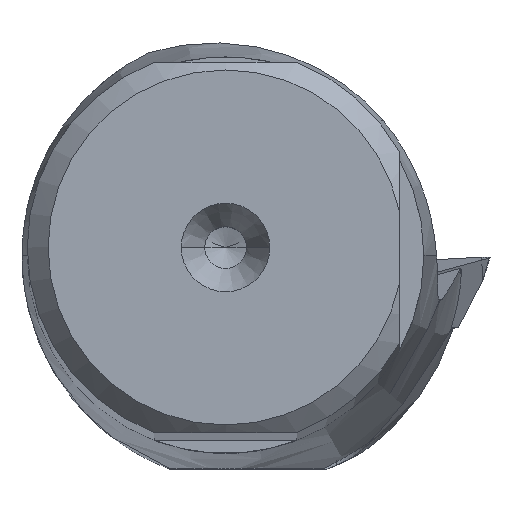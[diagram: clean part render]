
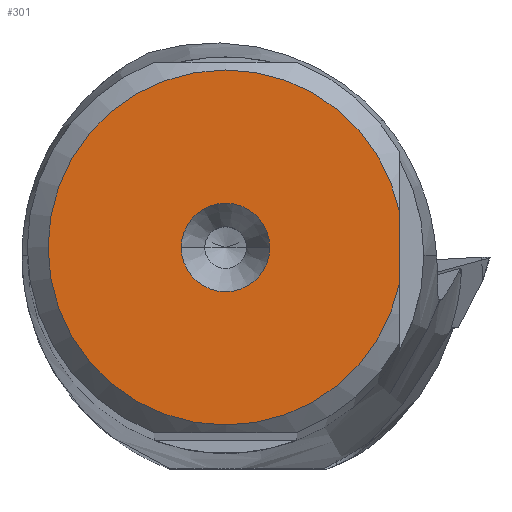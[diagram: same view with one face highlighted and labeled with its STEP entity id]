
A CAD part, top view. The second image highlights one B-rep face of the part: STEP entity #301.
In plain terms, the highlighted planar face has unit normal (0, 0, 1).
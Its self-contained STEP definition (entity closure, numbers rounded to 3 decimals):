
#301=ADVANCED_FACE('',(#392,#393),#369,.T.);
#369=PLANE('',#1932);
#392=FACE_BOUND('',#441,.T.);
#393=FACE_BOUND('',#442,.T.);
#441=EDGE_LOOP('',(#732,#733,#734,#735));
#442=EDGE_LOOP('',(#736,#737));
#732=ORIENTED_EDGE('',*,*,#1302,.F.);
#733=ORIENTED_EDGE('',*,*,#1301,.F.);
#734=ORIENTED_EDGE('',*,*,#1300,.F.);
#735=ORIENTED_EDGE('',*,*,#1307,.F.);
#736=ORIENTED_EDGE('',*,*,#1308,.F.);
#737=ORIENTED_EDGE('',*,*,#1309,.F.);
#1096=VERTEX_POINT('',#2983);
#1097=VERTEX_POINT('',#2985);
#1098=VERTEX_POINT('',#2987);
#1099=VERTEX_POINT('',#2989);
#1101=VERTEX_POINT('',#3010);
#1102=VERTEX_POINT('',#3011);
#1300=EDGE_CURVE('',#1096,#1097,#1470,.T.);
#1301=EDGE_CURVE('',#1097,#1098,#1471,.T.);
#1302=EDGE_CURVE('',#1098,#1099,#1472,.T.);
#1307=EDGE_CURVE('',#1099,#1096,#1615,.T.);
#1308=EDGE_CURVE('',#1101,#1102,#1473,.T.);
#1309=EDGE_CURVE('',#1102,#1101,#1474,.T.);
#1470=CIRCLE('',#1923,8.525);
#1471=CIRCLE('',#1924,8.525);
#1472=CIRCLE('',#1925,8.525);
#1473=CIRCLE('',#1930,2.125);
#1474=CIRCLE('',#1931,2.125);
#1615=LINE('',#3007,#1727);
#1727=VECTOR('',#2306,1.);
#1923=AXIS2_PLACEMENT_3D('',#2984,#2293,#2294);
#1924=AXIS2_PLACEMENT_3D('',#2986,#2295,#2296);
#1925=AXIS2_PLACEMENT_3D('',#2988,#2297,#2298);
#1930=AXIS2_PLACEMENT_3D('',#3009,#2309,#2310);
#1931=AXIS2_PLACEMENT_3D('',#3012,#2311,#2312);
#1932=AXIS2_PLACEMENT_3D('',#3013,#2313,#2314);
#2293=DIRECTION('',(0.,0.,-1.));
#2294=DIRECTION('',(0.978,-0.207,0.));
#2295=DIRECTION('',(0.,0.,-1.));
#2296=DIRECTION('',(0.,-1.,0.));
#2297=DIRECTION('',(0.,0.,-1.));
#2298=DIRECTION('',(0.,1.,0.));
#2306=DIRECTION('',(0.,-1.,0.));
#2309=DIRECTION('',(0.,0.,1.));
#2310=DIRECTION('',(-1.,0.,0.));
#2311=DIRECTION('',(0.,0.,1.));
#2312=DIRECTION('',(1.,0.,0.));
#2313=DIRECTION('',(0.,0.,1.));
#2314=DIRECTION('',(1.,0.,0.));
#2983=CARTESIAN_POINT('',(8.34,-1.766,0.));
#2984=CARTESIAN_POINT('',(0.,0.,0.));
#2985=CARTESIAN_POINT('',(0.,-8.525,0.));
#2986=CARTESIAN_POINT('',(0.,0.,0.));
#2987=CARTESIAN_POINT('',(0.,8.525,0.));
#2988=CARTESIAN_POINT('',(0.,0.,0.));
#2989=CARTESIAN_POINT('',(8.34,1.766,0.));
#3007=CARTESIAN_POINT('',(8.34,1.766,0.));
#3009=CARTESIAN_POINT('',(0.,0.,0.));
#3010=CARTESIAN_POINT('',(-2.125,0.,0.));
#3011=CARTESIAN_POINT('',(2.125,0.,0.));
#3012=CARTESIAN_POINT('',(0.,0.,0.));
#3013=CARTESIAN_POINT('',(-0.093,0.,0.));
